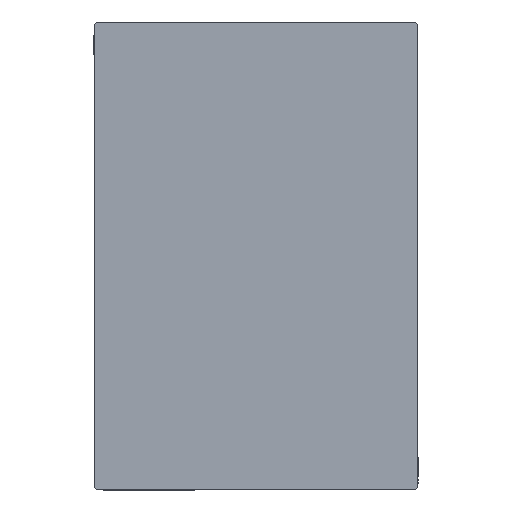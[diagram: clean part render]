
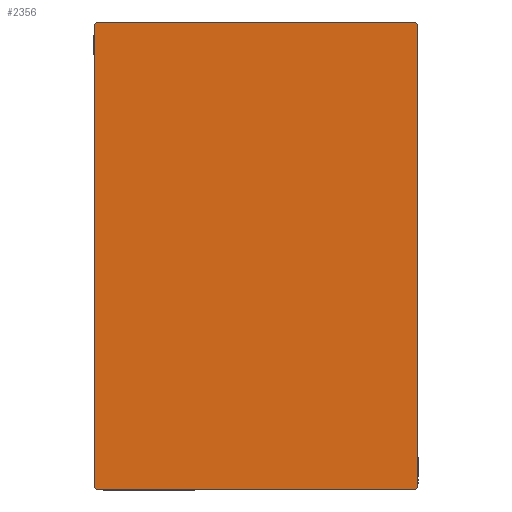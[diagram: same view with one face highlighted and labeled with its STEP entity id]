
A CAD part, left-side view. The second image highlights one B-rep face of the part: STEP entity #2356.
In plain terms, the highlighted face is planar.
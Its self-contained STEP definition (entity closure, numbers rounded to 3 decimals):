
#11 = DIRECTION ( 'NONE',  ( 0., 0., -1. ) ) ;
#476 = DIRECTION ( 'NONE',  ( 1., 0., 0. ) ) ;
#489 = DIRECTION ( 'NONE',  ( 0., 0.707, 0.707 ) ) ;
#1231 = VECTOR ( 'NONE', #30006, 1000. ) ;
#1888 = AXIS2_PLACEMENT_3D ( 'NONE', #30642, #476, #6752 ) ;
#1939 = CARTESIAN_POINT ( 'NONE',  ( 70., 27.35, 27.35 ) ) ;
#2356 = ADVANCED_FACE ( 'NONE', ( #23488 ), #29991, .T. ) ;
#2472 = EDGE_CURVE ( 'NONE', #14378, #28173, #8644, .T. ) ;
#2677 = LINE ( 'NONE', #39350, #24121 ) ;
#3386 = EDGE_LOOP ( 'NONE', ( #22036, #30182, #18926, #40352, #5313, #19567, #26945, #20058 ) ) ;
#3895 = CARTESIAN_POINT ( 'NONE',  ( 70., -22.5, 32.2 ) ) ;
#4153 = EDGE_CURVE ( 'NONE', #35712, #4456, #13720, .T. ) ;
#4456 = VERTEX_POINT ( 'NONE', #10623 ) ;
#4994 = EDGE_CURVE ( 'NONE', #28173, #27765, #11529, .T. ) ;
#5313 = ORIENTED_EDGE ( 'NONE', *, *, #4994, .T. ) ;
#5560 = CARTESIAN_POINT ( 'NONE',  ( 70., -22.2, 32.5 ) ) ;
#6071 = VECTOR ( 'NONE', #34981, 1000. ) ;
#6752 = DIRECTION ( 'NONE',  ( 0., 0., -1. ) ) ;
#7410 = CARTESIAN_POINT ( 'NONE',  ( 70., 27.35, -27.35 ) ) ;
#8240 = VERTEX_POINT ( 'NONE', #34634 ) ;
#8644 = LINE ( 'NONE', #1939, #24758 ) ;
#9039 = DIRECTION ( 'NONE',  ( 0., -0.707, -0.707 ) ) ;
#9871 = VECTOR ( 'NONE', #11, 1000. ) ;
#10623 = CARTESIAN_POINT ( 'NONE',  ( 70., 22.2, -32.5 ) ) ;
#10786 = EDGE_CURVE ( 'NONE', #4456, #24129, #30004, .T. ) ;
#11529 = LINE ( 'NONE', #24789, #6071 ) ;
#12547 = VECTOR ( 'NONE', #489, 1000. ) ;
#13720 = LINE ( 'NONE', #14362, #1231 ) ;
#14362 = CARTESIAN_POINT ( 'NONE',  ( 70., -22.5, -32.5 ) ) ;
#14378 = VERTEX_POINT ( 'NONE', #29173 ) ;
#16693 = EDGE_CURVE ( 'NONE', #26550, #8240, #29533, .T. ) ;
#18926 = ORIENTED_EDGE ( 'NONE', *, *, #31967, .T. ) ;
#19567 = ORIENTED_EDGE ( 'NONE', *, *, #24182, .T. ) ;
#20058 = ORIENTED_EDGE ( 'NONE', *, *, #38795, .T. ) ;
#20554 = LINE ( 'NONE', #24035, #22654 ) ;
#22036 = ORIENTED_EDGE ( 'NONE', *, *, #4153, .T. ) ;
#22654 = VECTOR ( 'NONE', #23819, 1000. ) ;
#23488 = FACE_OUTER_BOUND ( 'NONE', #3386, .T. ) ;
#23819 = DIRECTION ( 'NONE',  ( 0., 0., 1. ) ) ;
#24035 = CARTESIAN_POINT ( 'NONE',  ( 70., 22.5, -32.5 ) ) ;
#24121 = VECTOR ( 'NONE', #36101, 1000. ) ;
#24129 = VERTEX_POINT ( 'NONE', #29442 ) ;
#24182 = EDGE_CURVE ( 'NONE', #27765, #26550, #25763, .T. ) ;
#24758 = VECTOR ( 'NONE', #28419, 1000. ) ;
#24789 = CARTESIAN_POINT ( 'NONE',  ( 70., 22.5, 32.5 ) ) ;
#25763 = LINE ( 'NONE', #38590, #39115 ) ;
#25851 = CARTESIAN_POINT ( 'NONE',  ( 70., -22.5, 32.5 ) ) ;
#26544 = CARTESIAN_POINT ( 'NONE',  ( 70., 22.2, 32.5 ) ) ;
#26550 = VERTEX_POINT ( 'NONE', #3895 ) ;
#26945 = ORIENTED_EDGE ( 'NONE', *, *, #16693, .T. ) ;
#27765 = VERTEX_POINT ( 'NONE', #5560 ) ;
#28173 = VERTEX_POINT ( 'NONE', #26544 ) ;
#28419 = DIRECTION ( 'NONE',  ( 0., -0.707, 0.707 ) ) ;
#29173 = CARTESIAN_POINT ( 'NONE',  ( 70., 22.5, 32.2 ) ) ;
#29442 = CARTESIAN_POINT ( 'NONE',  ( 70., 22.5, -32.2 ) ) ;
#29533 = LINE ( 'NONE', #25851, #9871 ) ;
#29991 = PLANE ( 'NONE',  #1888 ) ;
#30004 = LINE ( 'NONE', #7410, #12547 ) ;
#30006 = DIRECTION ( 'NONE',  ( 0., 1., 0. ) ) ;
#30182 = ORIENTED_EDGE ( 'NONE', *, *, #10786, .T. ) ;
#30642 = CARTESIAN_POINT ( 'NONE',  ( 70., 0., 0. ) ) ;
#31967 = EDGE_CURVE ( 'NONE', #24129, #14378, #20554, .T. ) ;
#34634 = CARTESIAN_POINT ( 'NONE',  ( 70., -22.5, -32.2 ) ) ;
#34981 = DIRECTION ( 'NONE',  ( 0., -1., 0. ) ) ;
#35712 = VERTEX_POINT ( 'NONE', #39906 ) ;
#36101 = DIRECTION ( 'NONE',  ( 0., 0.707, -0.707 ) ) ;
#38590 = CARTESIAN_POINT ( 'NONE',  ( 70., -27.35, 27.35 ) ) ;
#38795 = EDGE_CURVE ( 'NONE', #8240, #35712, #2677, .T. ) ;
#39115 = VECTOR ( 'NONE', #9039, 1000. ) ;
#39350 = CARTESIAN_POINT ( 'NONE',  ( 70., -27.35, -27.35 ) ) ;
#39906 = CARTESIAN_POINT ( 'NONE',  ( 70., -22.2, -32.5 ) ) ;
#40352 = ORIENTED_EDGE ( 'NONE', *, *, #2472, .T. ) ;
